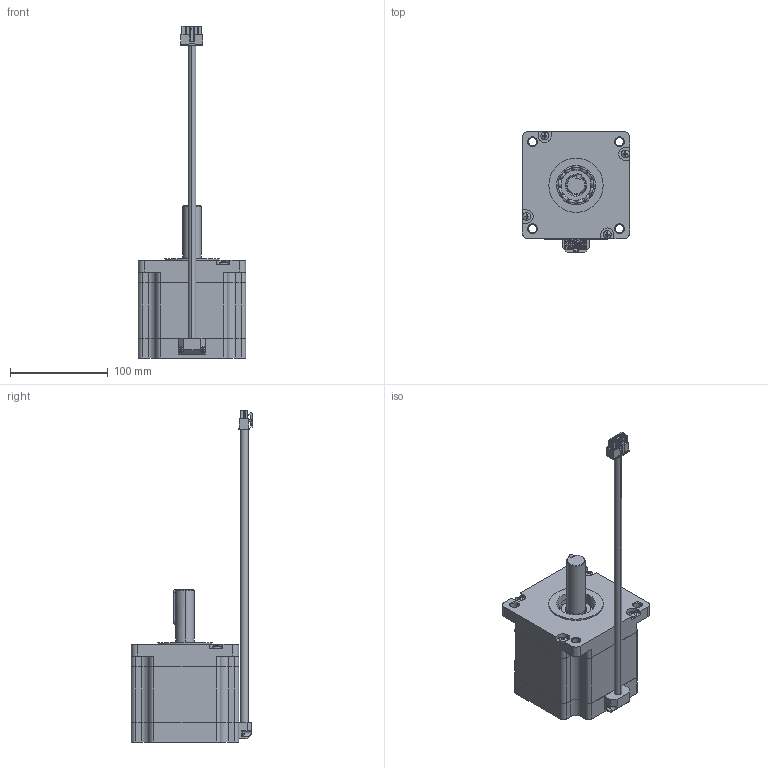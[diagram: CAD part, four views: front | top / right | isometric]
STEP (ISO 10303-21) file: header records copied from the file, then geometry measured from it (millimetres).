
FILE_DESCRIPTION (( 'STEP AP214' ), '1' );
FILE_NAME ('STP-MTRAC-42100.STEP', '2021-02-01T20:27:47', ( '' ), ( '' ), 'SwSTEP 2.0', 'SolidWorks 2017', '' );
FILE_SCHEMA (( 'AUTOMOTIVE_DESIGN' ));
Length unit declared in the file: inch
Products named in the file (1): STP-MTRAC-42100
Bounding box: 109.8 x 124.06 x 339.6 mm (x, y, z)
Volume: 608117.3 mm3; surface area: 185155.5 mm2
Topology: 13 solids, 13 shells, 999 faces, 2927 edges, 1878 vertices
Faces by surface type: plane 602, cylinder 205, bspline 165, cone 23, torus 4
Entity records: 60581 total; most frequent: CARTESIAN_POINT 22164, ORIENTED_EDGE 5638, DIRECTION 4712, EDGE_CURVE 2819, VERTEX_POINT 1878, VECTOR 1714, LINE 1714, AXIS2_PLACEMENT_3D 1499
